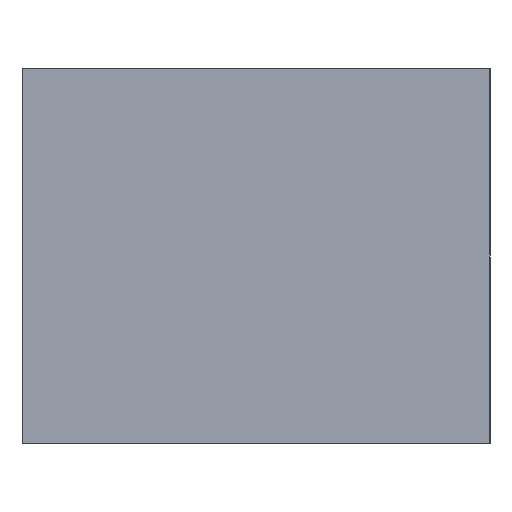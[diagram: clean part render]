
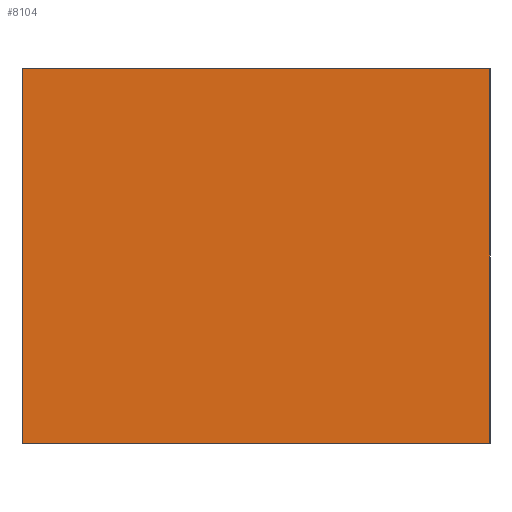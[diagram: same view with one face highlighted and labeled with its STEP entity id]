
A CAD part, left-side view. The second image highlights one B-rep face of the part: STEP entity #8104.
In plain terms, the highlighted planar face has unit normal (-1, 0, 0).
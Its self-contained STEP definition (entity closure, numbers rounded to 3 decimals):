
#32 = PLANE('',#33);
#33 = AXIS2_PLACEMENT_3D('',#34,#35,#36);
#34 = CARTESIAN_POINT('',(-40.,30.,16.));
#35 = DIRECTION('',(0.,0.,1.));
#36 = DIRECTION('',(1.,0.,0.));
#2408 = VERTEX_POINT('',#2409);
#2409 = CARTESIAN_POINT('',(-80.,20.,16.));
#2423 = PLANE('',#2424);
#2424 = AXIS2_PLACEMENT_3D('',#2425,#2426,#2427);
#2425 = CARTESIAN_POINT('',(1.559,20.,16.));
#2426 = DIRECTION('',(0.,1.,0.));
#2427 = DIRECTION('',(-1.,0.,0.));
#2464 = VERTEX_POINT('',#2465);
#2465 = CARTESIAN_POINT('',(-80.,40.,16.));
#2479 = PLANE('',#2480);
#2480 = AXIS2_PLACEMENT_3D('',#2481,#2482,#2483);
#2481 = CARTESIAN_POINT('',(11.245,40.,16.));
#2482 = DIRECTION('',(0.,1.,0.));
#2483 = DIRECTION('',(-1.,0.,0.));
#2491 = EDGE_CURVE('',#2408,#2464,#2492,.T.);
#2492 = SURFACE_CURVE('',#2493,(#2497,#2504),.PCURVE_S1.);
#2493 = LINE('',#2494,#2495);
#2494 = CARTESIAN_POINT('',(-80.,0.,16.));
#2495 = VECTOR('',#2496,1.);
#2496 = DIRECTION('',(0.,1.,0.));
#2497 = PCURVE('',#32,#2498);
#2498 = DEFINITIONAL_REPRESENTATION('',(#2499),#2503);
#2499 = LINE('',#2500,#2501);
#2500 = CARTESIAN_POINT('',(-40.,-30.));
#2501 = VECTOR('',#2502,1.);
#2502 = DIRECTION('',(0.,1.));
#2503 = ( GEOMETRIC_REPRESENTATION_CONTEXT(2) 
PARAMETRIC_REPRESENTATION_CONTEXT() REPRESENTATION_CONTEXT('2D SPACE',''
  ) );
#2504 = PCURVE('',#2505,#2510);
#2505 = PLANE('',#2506);
#2506 = AXIS2_PLACEMENT_3D('',#2507,#2508,#2509);
#2507 = CARTESIAN_POINT('',(-80.,0.,0.));
#2508 = DIRECTION('',(-1.,0.,0.));
#2509 = DIRECTION('',(0.,1.,0.));
#2510 = DEFINITIONAL_REPRESENTATION('',(#2511),#2515);
#2511 = LINE('',#2512,#2513);
#2512 = CARTESIAN_POINT('',(0.,-16.));
#2513 = VECTOR('',#2514,1.);
#2514 = DIRECTION('',(1.,0.));
#2515 = ( GEOMETRIC_REPRESENTATION_CONTEXT(2) 
PARAMETRIC_REPRESENTATION_CONTEXT() REPRESENTATION_CONTEXT('2D SPACE',''
  ) );
#3543 = PLANE('',#3544);
#3544 = AXIS2_PLACEMENT_3D('',#3545,#3546,#3547);
#3545 = CARTESIAN_POINT('',(-40.,30.,0.));
#3546 = DIRECTION('',(0.,0.,1.));
#3547 = DIRECTION('',(1.,0.,0.));
#8013 = VERTEX_POINT('',#8014);
#8014 = CARTESIAN_POINT('',(-80.,20.,0.));
#8035 = EDGE_CURVE('',#2408,#8013,#8036,.T.);
#8036 = SURFACE_CURVE('',#8037,(#8041,#8048),.PCURVE_S1.);
#8037 = LINE('',#8038,#8039);
#8038 = CARTESIAN_POINT('',(-80.,20.,8.));
#8039 = VECTOR('',#8040,1.);
#8040 = DIRECTION('',(0.,0.,-1.));
#8041 = PCURVE('',#2423,#8042);
#8042 = DEFINITIONAL_REPRESENTATION('',(#8043),#8047);
#8043 = LINE('',#8044,#8045);
#8044 = CARTESIAN_POINT('',(81.559,-8.));
#8045 = VECTOR('',#8046,1.);
#8046 = DIRECTION('',(0.,-1.));
#8047 = ( GEOMETRIC_REPRESENTATION_CONTEXT(2) 
PARAMETRIC_REPRESENTATION_CONTEXT() REPRESENTATION_CONTEXT('2D SPACE',''
  ) );
#8048 = PCURVE('',#2505,#8049);
#8049 = DEFINITIONAL_REPRESENTATION('',(#8050),#8054);
#8050 = LINE('',#8051,#8052);
#8051 = CARTESIAN_POINT('',(20.,-8.));
#8052 = VECTOR('',#8053,1.);
#8053 = DIRECTION('',(0.,1.));
#8054 = ( GEOMETRIC_REPRESENTATION_CONTEXT(2) 
PARAMETRIC_REPRESENTATION_CONTEXT() REPRESENTATION_CONTEXT('2D SPACE',''
  ) );
#8104 = ADVANCED_FACE('',(#8105),#2505,.T.);
#8105 = FACE_BOUND('',#8106,.T.);
#8106 = EDGE_LOOP('',(#8107,#8130,#8131,#8132));
#8107 = ORIENTED_EDGE('',*,*,#8108,.F.);
#8108 = EDGE_CURVE('',#8013,#8109,#8111,.T.);
#8109 = VERTEX_POINT('',#8110);
#8110 = CARTESIAN_POINT('',(-80.,40.,0.));
#8111 = SURFACE_CURVE('',#8112,(#8116,#8123),.PCURVE_S1.);
#8112 = LINE('',#8113,#8114);
#8113 = CARTESIAN_POINT('',(-80.,0.,0.));
#8114 = VECTOR('',#8115,1.);
#8115 = DIRECTION('',(0.,1.,0.));
#8116 = PCURVE('',#2505,#8117);
#8117 = DEFINITIONAL_REPRESENTATION('',(#8118),#8122);
#8118 = LINE('',#8119,#8120);
#8119 = CARTESIAN_POINT('',(0.,0.));
#8120 = VECTOR('',#8121,1.);
#8121 = DIRECTION('',(1.,0.));
#8122 = ( GEOMETRIC_REPRESENTATION_CONTEXT(2) 
PARAMETRIC_REPRESENTATION_CONTEXT() REPRESENTATION_CONTEXT('2D SPACE',''
  ) );
#8123 = PCURVE('',#3543,#8124);
#8124 = DEFINITIONAL_REPRESENTATION('',(#8125),#8129);
#8125 = LINE('',#8126,#8127);
#8126 = CARTESIAN_POINT('',(-40.,-30.));
#8127 = VECTOR('',#8128,1.);
#8128 = DIRECTION('',(0.,1.));
#8129 = ( GEOMETRIC_REPRESENTATION_CONTEXT(2) 
PARAMETRIC_REPRESENTATION_CONTEXT() REPRESENTATION_CONTEXT('2D SPACE',''
  ) );
#8130 = ORIENTED_EDGE('',*,*,#8035,.F.);
#8131 = ORIENTED_EDGE('',*,*,#2491,.T.);
#8132 = ORIENTED_EDGE('',*,*,#8133,.T.);
#8133 = EDGE_CURVE('',#2464,#8109,#8134,.T.);
#8134 = SURFACE_CURVE('',#8135,(#8139,#8146),.PCURVE_S1.);
#8135 = LINE('',#8136,#8137);
#8136 = CARTESIAN_POINT('',(-80.,40.,8.));
#8137 = VECTOR('',#8138,1.);
#8138 = DIRECTION('',(0.,0.,-1.));
#8139 = PCURVE('',#2505,#8140);
#8140 = DEFINITIONAL_REPRESENTATION('',(#8141),#8145);
#8141 = LINE('',#8142,#8143);
#8142 = CARTESIAN_POINT('',(40.,-8.));
#8143 = VECTOR('',#8144,1.);
#8144 = DIRECTION('',(0.,1.));
#8145 = ( GEOMETRIC_REPRESENTATION_CONTEXT(2) 
PARAMETRIC_REPRESENTATION_CONTEXT() REPRESENTATION_CONTEXT('2D SPACE',''
  ) );
#8146 = PCURVE('',#2479,#8147);
#8147 = DEFINITIONAL_REPRESENTATION('',(#8148),#8152);
#8148 = LINE('',#8149,#8150);
#8149 = CARTESIAN_POINT('',(91.245,-8.));
#8150 = VECTOR('',#8151,1.);
#8151 = DIRECTION('',(0.,-1.));
#8152 = ( GEOMETRIC_REPRESENTATION_CONTEXT(2) 
PARAMETRIC_REPRESENTATION_CONTEXT() REPRESENTATION_CONTEXT('2D SPACE',''
  ) );
